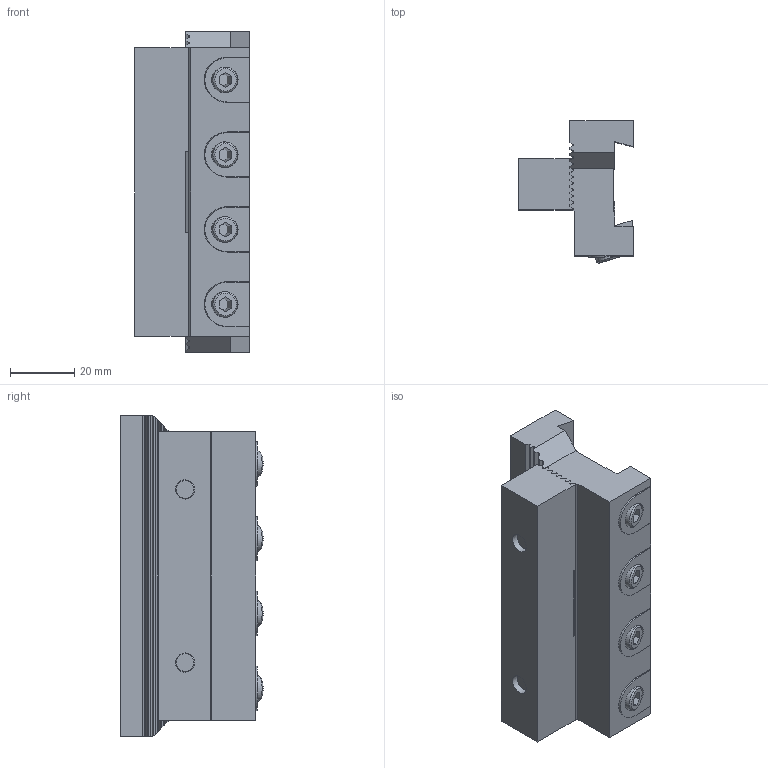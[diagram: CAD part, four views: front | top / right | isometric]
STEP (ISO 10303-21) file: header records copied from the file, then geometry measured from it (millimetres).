
FILE_DESCRIPTION(/* description */ (''),/* implementation_level */ '2;1');
FILE_NAME(/* name */ '150.10-1616-20.stp',/* time_stamp */ '2012-12-10T11:44:18+05:00',/* author */ (''),/* organization */ (''),/* preprocessor_version */ 'ST-DEVELOPER v11',/* originating_system */ 'SIEMENS PLM Software NX 7.5',/* authorisation */ '');
FILE_SCHEMA (('AUTOMOTIVE_DESIGN { 1 0 10303 214 1 1 1 1 }'));
Length unit declared in the file: millimetre
Products named in the file (1): inpuF657spey
Bounding box: 35.8 x 44.37 x 100 mm (x, y, z)
Volume: 81200.1 mm3; surface area: 33105 mm2
Topology: 12 solids, 15 shells, 357 faces, 952 edges, 626 vertices
Faces by surface type: plane 253, cylinder 79, cone 25
Full cylindrical faces by diameter (mm): 6 x4, 6.15 x2, 6.2 x4, 8 x12, 8.5 x4, 12 x2, 16 x2
Entity records: 11134 total; most frequent: CARTESIAN_POINT 2282, DIRECTION 1793, ORIENTED_EDGE 1760, EDGE_CURVE 880, LINE 635, VECTOR 635, VERTEX_POINT 612, AXIS2_PLACEMENT_3D 579
